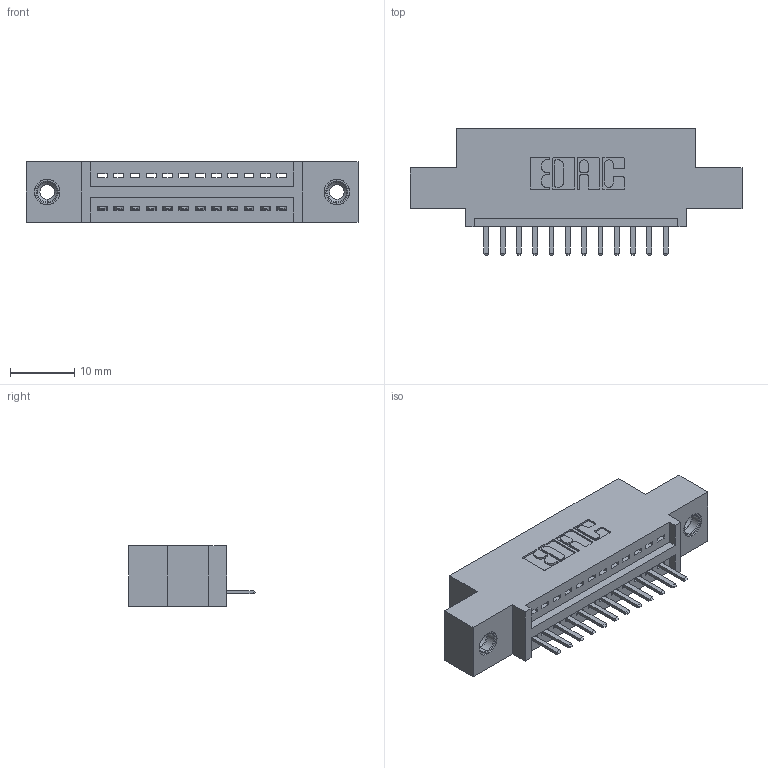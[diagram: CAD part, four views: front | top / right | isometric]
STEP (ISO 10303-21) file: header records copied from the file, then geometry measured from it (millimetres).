
FILE_DESCRIPTION (( 'STEP AP203' ), '1' );
FILE_NAME ('395-012-520-408.STEP', '2018-11-05T16:26:53', ( '' ), ( '' ), 'SwSTEP 2.0', 'SolidWorks 2016', '' );
FILE_SCHEMA (( 'CONFIG_CONTROL_DESIGN' ));
Length unit declared in the file: inch
Products named in the file (4): 345-292-001_345-293-120; 345 Part_0.110 Offset - 0.156 Dia-TI; 345-250-001_345-250-003-102; 395-012-520-408
Assembly tree (15 placements, depth 2):
  395-012-520-408
    345 Part_0.110 Offset - 0.156 Dia-TI
    345-292-001_345-293-120  x12
    345-250-001_345-250-003-102  x2
Bounding box: 51.69 x 19.68 x 9.4 mm (x, y, z)
Volume: 4549.3 mm3; surface area: 5626 mm2
Topology: 15 solids, 15 shells, 934 faces, 2697 edges, 1758 vertices
Faces by surface type: plane 620, cylinder 298, cone 12, torus 4
Entity records: 14502 total; most frequent: CARTESIAN_POINT 2507, ORIENTED_EDGE 2434, DIRECTION 2247, EDGE_CURVE 1217, VECTOR 1013, LINE 1013, VERTEX_POINT 804, AXIS2_PLACEMENT_3D 617
